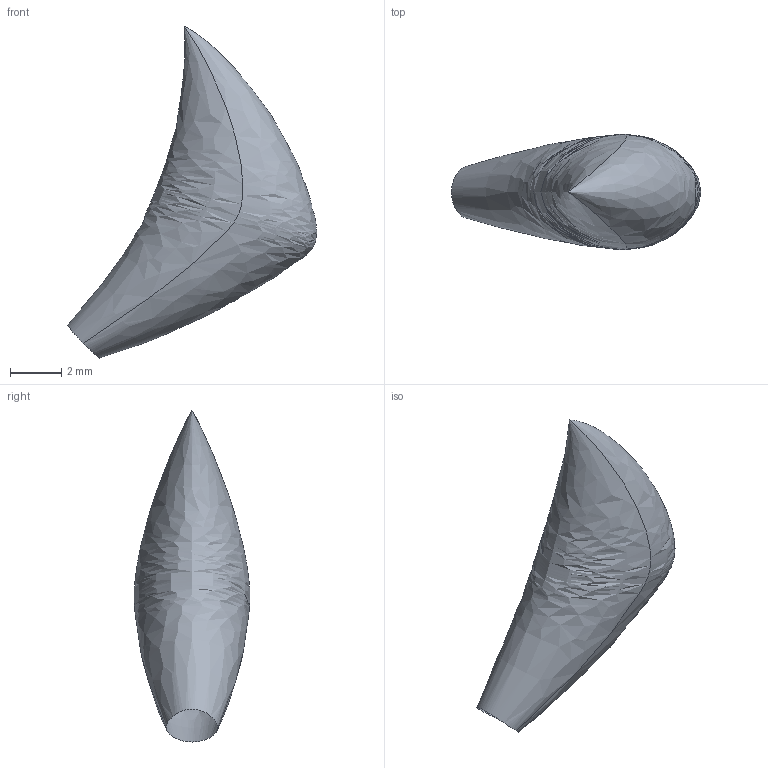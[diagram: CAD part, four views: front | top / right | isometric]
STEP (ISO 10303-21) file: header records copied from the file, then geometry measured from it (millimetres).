
FILE_DESCRIPTION(/* description */ (''),/* implementation_level */ '2;1');
FILE_NAME(/* name */ 'TEST_B~1',/* time_stamp */ '2022-07-26T10:41:37+08:00',/* author */ (''),/* organization */ (''),/* preprocessor_version */ 'ST-DEVELOPER v16.5',/* originating_system */ '',/* authorisation */ '');
FILE_SCHEMA (('CONFIG_CONTROL_DESIGN'));
Length unit declared in the file: millimetre
Products named in the file (1): Document
Bounding box: 9.74 x 4.52 x 12.97 mm (x, y, z)
Surface area: 172.2 mm2 (no closed solid volume)
Topology: 0 solids, 1 shells, 2 faces, 6 edges, 3 vertices
Faces by surface type: bspline 2
Entity records: 228 total; most frequent: CARTESIAN_POINT 111, ORGANIZATION 7, PERSON_AND_ORGANIZATION 7, ORIENTED_EDGE 6, LOCAL_TIME 5, CALENDAR_DATE 5, DATE_AND_TIME 5, PERSON_AND_ORGANIZATION_ROLE 5
